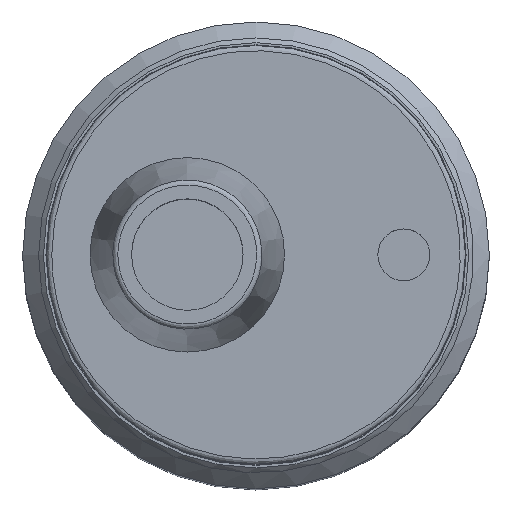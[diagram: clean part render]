
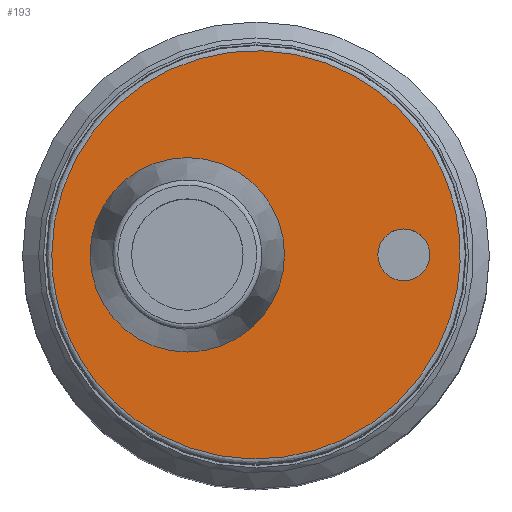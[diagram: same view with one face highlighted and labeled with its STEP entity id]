
A CAD part, top view. The second image highlights one B-rep face of the part: STEP entity #193.
In plain terms, the highlighted planar face has unit normal (0, 0, 1).
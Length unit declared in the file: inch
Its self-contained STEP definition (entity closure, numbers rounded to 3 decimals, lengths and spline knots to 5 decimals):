
#10 = DIRECTION ( 'NONE',  ( 0., 1., 0. ) ) ;
#11 = CARTESIAN_POINT ( 'NONE',  ( 0.18504, 0., 1.59055 ) ) ;
#22 = CARTESIAN_POINT ( 'NONE',  ( 0.22441, 0., 1.59055 ) ) ;
#31 = EDGE_CURVE ( 'NONE', #496, #496, #554, .T. ) ;
#70 = DIRECTION ( 'NONE',  ( -1., 0., 0. ) ) ;
#76 = AXIS2_PLACEMENT_3D ( 'NONE', #294, #250, #530 ) ;
#94 = ORIENTED_EDGE ( 'NONE', *, *, #510, .T. ) ;
#108 = PLANE ( 'NONE',  #76 ) ;
#115 = EDGE_CURVE ( 'NONE', #446, #446, #213, .T. ) ;
#127 = AXIS2_PLACEMENT_3D ( 'NONE', #22, #383, #70 ) ;
#146 = DIRECTION ( 'NONE',  ( 0., 0., -1. ) ) ;
#147 = AXIS2_PLACEMENT_3D ( 'NONE', #281, #146, #10 ) ;
#153 = CARTESIAN_POINT ( 'NONE',  ( 0.31004, -0.62008, 1.59055 ) ) ;
#159 = CARTESIAN_POINT ( 'NONE',  ( 0.31004, 0., 1.59055 ) ) ;
#164 = CIRCLE ( 'NONE', #127, 0.03937 ) ;
#179 = EDGE_LOOP ( 'NONE', ( #94 ) ) ;
#193 = ADVANCED_FACE ( 'NONE', ( #198, #531, #524 ), #108, .T. ) ;
#198 = FACE_BOUND ( 'NONE', #179, .T. ) ;
#213 =( BOUNDED_CURVE ( )  B_SPLINE_CURVE ( 3, ( #429, #439, #382, #159, #153, #435, #485 ),
 .UNSPECIFIED., .T., .T. ) 
 B_SPLINE_CURVE_WITH_KNOTS ( ( 4, 3, 4 ),
 ( 0., 0.5, 1. ),
 .UNSPECIFIED. ) 
 CURVE ( )  GEOMETRIC_REPRESENTATION_ITEM ( )  RATIONAL_B_SPLINE_CURVE ( ( 1., 0.333, 0.333, 1., 0.333, 0.333, 1. ) ) 
 REPRESENTATION_ITEM ( '' )  );
#250 = DIRECTION ( 'NONE',  ( 0., 0., 1. ) ) ;
#281 = CARTESIAN_POINT ( 'NONE',  ( -0.10433, 0., 1.59055 ) ) ;
#287 = ORIENTED_EDGE ( 'NONE', *, *, #115, .F. ) ;
#294 = CARTESIAN_POINT ( 'NONE',  ( 0., -0.34612, 1.59055 ) ) ;
#382 = CARTESIAN_POINT ( 'NONE',  ( 0.31004, 0.62008, 1.59055 ) ) ;
#383 = DIRECTION ( 'NONE',  ( 0., 0., -1. ) ) ;
#394 = CARTESIAN_POINT ( 'NONE',  ( -0.31004, 0., 1.59055 ) ) ;
#429 = CARTESIAN_POINT ( 'NONE',  ( -0.31004, 0., 1.59055 ) ) ;
#435 = CARTESIAN_POINT ( 'NONE',  ( -0.31004, -0.62008, 1.59055 ) ) ;
#439 = CARTESIAN_POINT ( 'NONE',  ( -0.31004, 0.62008, 1.59055 ) ) ;
#446 = VERTEX_POINT ( 'NONE', #394 ) ;
#452 = EDGE_LOOP ( 'NONE', ( #456 ) ) ;
#456 = ORIENTED_EDGE ( 'NONE', *, *, #31, .T. ) ;
#485 = CARTESIAN_POINT ( 'NONE',  ( -0.31004, 0., 1.59055 ) ) ;
#496 = VERTEX_POINT ( 'NONE', #533 ) ;
#510 = EDGE_CURVE ( 'NONE', #548, #548, #164, .T. ) ;
#524 = FACE_OUTER_BOUND ( 'NONE', #547, .T. ) ;
#530 = DIRECTION ( 'NONE',  ( 1., 0., 0. ) ) ;
#531 = FACE_BOUND ( 'NONE', #452, .T. ) ;
#533 = CARTESIAN_POINT ( 'NONE',  ( -0.10433, 0.14764, 1.59055 ) ) ;
#547 = EDGE_LOOP ( 'NONE', ( #287 ) ) ;
#548 = VERTEX_POINT ( 'NONE', #11 ) ;
#554 = CIRCLE ( 'NONE', #147, 0.14764 ) ;
